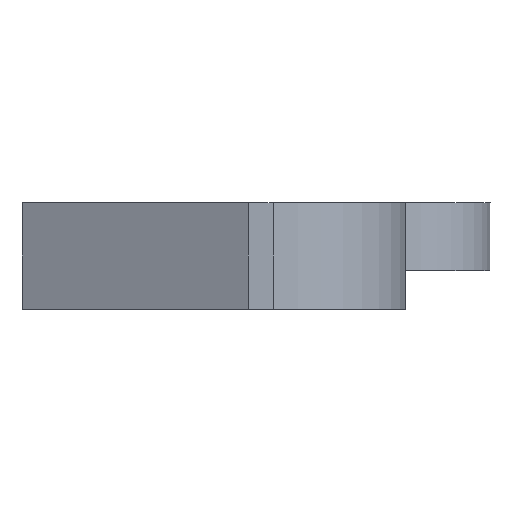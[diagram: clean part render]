
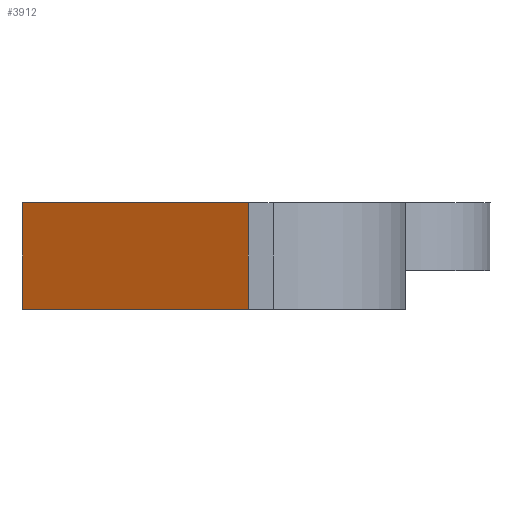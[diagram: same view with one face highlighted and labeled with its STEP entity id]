
A CAD part, left-side view. The second image highlights one B-rep face of the part: STEP entity #3912.
In plain terms, the highlighted planar face has unit normal (-0.906, 0.423, 0).
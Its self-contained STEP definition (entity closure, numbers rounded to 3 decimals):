
#341 = ORIENTED_EDGE ( 'NONE', *, *, #1351, .T. ) ;
#887 = LINE ( 'NONE', #2229, #4739 ) ;
#1019 = CARTESIAN_POINT ( 'NONE',  ( 91.567, 200.518, 0. ) ) ;
#1171 = CARTESIAN_POINT ( 'NONE',  ( 91.567, 200.518, 0. ) ) ;
#1194 = VECTOR ( 'NONE', #5693, 1000. ) ;
#1226 = EDGE_CURVE ( 'NONE', #5811, #1991, #887, .T. ) ;
#1351 = EDGE_CURVE ( 'NONE', #5441, #1991, #3904, .T. ) ;
#1693 = LINE ( 'NONE', #1793, #5663 ) ;
#1793 = CARTESIAN_POINT ( 'NONE',  ( 91.567, 200.518, 5.5 ) ) ;
#1931 = ORIENTED_EDGE ( 'NONE', *, *, #3077, .F. ) ;
#1991 = VERTEX_POINT ( 'NONE', #6579 ) ;
#2229 = CARTESIAN_POINT ( 'NONE',  ( 86.151, 188.902, 5.5 ) ) ;
#2520 = CARTESIAN_POINT ( 'NONE',  ( 86.151, 188.902, 5.5 ) ) ;
#3077 = EDGE_CURVE ( 'NONE', #3839, #5811, #1693, .T. ) ;
#3564 = EDGE_CURVE ( 'NONE', #3839, #5441, #3947, .T. ) ;
#3839 = VERTEX_POINT ( 'NONE', #5399 ) ;
#3904 = LINE ( 'NONE', #1019, #5130 ) ;
#3912 = ADVANCED_FACE ( 'NONE', ( #5648 ), #6190, .F. ) ;
#3947 = LINE ( 'NONE', #6689, #1194 ) ;
#4149 = DIRECTION ( 'NONE',  ( 0.423, 0.906, 0. ) ) ;
#4324 = AXIS2_PLACEMENT_3D ( 'NONE', #6717, #5169, #4149 ) ;
#4739 = VECTOR ( 'NONE', #5354, 1000. ) ;
#5057 = ORIENTED_EDGE ( 'NONE', *, *, #3564, .T. ) ;
#5130 = VECTOR ( 'NONE', #5193, 1000. ) ;
#5169 = DIRECTION ( 'NONE',  ( 0.906, -0.423, 0. ) ) ;
#5193 = DIRECTION ( 'NONE',  ( -0.423, -0.906, 0. ) ) ;
#5354 = DIRECTION ( 'NONE',  ( 0., 0., -1. ) ) ;
#5399 = CARTESIAN_POINT ( 'NONE',  ( 91.567, 200.518, 5.5 ) ) ;
#5435 = DIRECTION ( 'NONE',  ( -0.423, -0.906, 0. ) ) ;
#5441 = VERTEX_POINT ( 'NONE', #1171 ) ;
#5446 = EDGE_LOOP ( 'NONE', ( #5057, #341, #6294, #1931 ) ) ;
#5648 = FACE_OUTER_BOUND ( 'NONE', #5446, .T. ) ;
#5663 = VECTOR ( 'NONE', #5435, 1000. ) ;
#5693 = DIRECTION ( 'NONE',  ( 0., 0., -1. ) ) ;
#5811 = VERTEX_POINT ( 'NONE', #2520 ) ;
#6190 = PLANE ( 'NONE',  #4324 ) ;
#6294 = ORIENTED_EDGE ( 'NONE', *, *, #1226, .F. ) ;
#6579 = CARTESIAN_POINT ( 'NONE',  ( 86.151, 188.902, 0. ) ) ;
#6689 = CARTESIAN_POINT ( 'NONE',  ( 91.567, 200.518, 5.5 ) ) ;
#6717 = CARTESIAN_POINT ( 'NONE',  ( 91.567, 200.518, 5.5 ) ) ;
